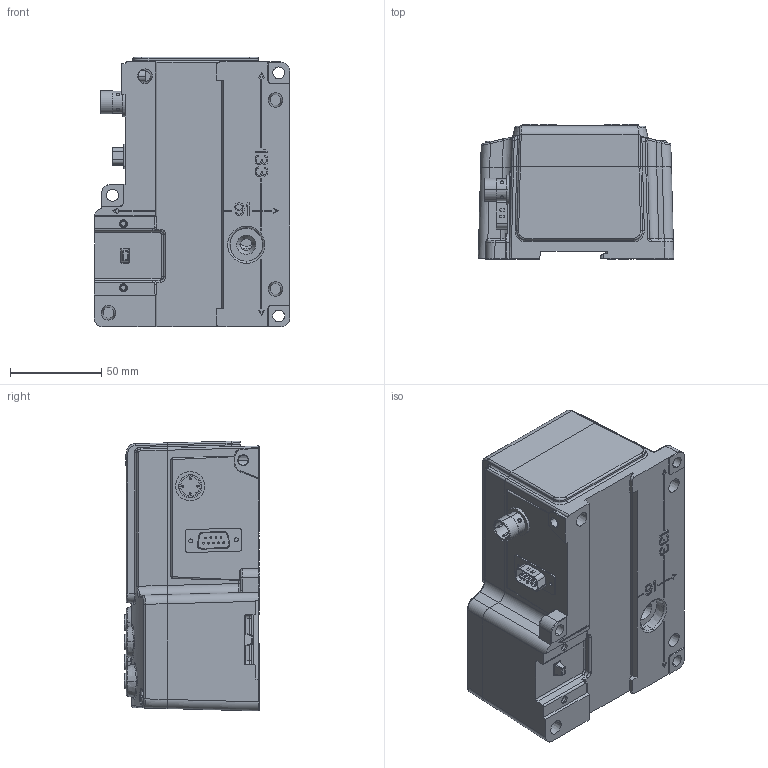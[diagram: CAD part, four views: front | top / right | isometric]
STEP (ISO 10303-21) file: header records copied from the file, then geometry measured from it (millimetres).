
FILE_DESCRIPTION((''),'2;1');
FILE_NAME('HAUPT_4_ASM','2011-11-18T',('dhelisch'),(''),'PRO/ENGINEER BY PARAMETRIC TECHNOLOGY CORPORATION, 2007250','PRO/ENGINEER BY PARAMETRIC TECHNOLOGY CORPORATION, 2007250','');
FILE_SCHEMA(('CONFIG_CONTROL_DESIGN'));
Length unit declared in the file: millimetre
Products named in the file (12): MANIFOLD_SOLID_BREP_42981_1_AF1; DM_04C0F4_1__; DM_04C0F4_ASM_1___ASM; 04C0F4A___ASM; SCHRAUBE_ISO_1580-M4X10-4_8__; PRT0002__; PRT0003__; PRT0004__; 14319_; STECKER_4POLIG_; FIELDBUS_KLEIN_; HAUPT_4_ASM
Assembly tree (14 placements, depth 4):
  HAUPT_4_ASM
    MANIFOLD_SOLID_BREP_42981_1_AF1
    04C0F4A___ASM
      DM_04C0F4_ASM_1___ASM
        DM_04C0F4_1__
    SCHRAUBE_ISO_1580-M4X10-4_8__
    PRT0002__
    PRT0003__
    PRT0004__
    14319_
    STECKER_4POLIG_
    FIELDBUS_KLEIN_  x4
Bounding box: 107 x 74 x 147.71 mm (x, y, z)
Volume: 329253.8 mm3; surface area: 143298.7 mm2
Topology: 12 solids, 31 shells, 2651 faces, 6862 edges, 4360 vertices
Faces by surface type: plane 1150, cylinder 768, cone 277, torus 209, bspline 162, extrusion 48, sphere 37
Entity records: 112883 total; most frequent: CARTESIAN_POINT 30016, ORIENTED_EDGE 13248, DIRECTION 12780, EDGE_CURVE 6694, PRESENTATION_STYLE_ASSIGNMENT 6359, STYLED_ITEM 6356, CURVE_STYLE 6172, AXIS2_PLACEMENT_3D 4463
